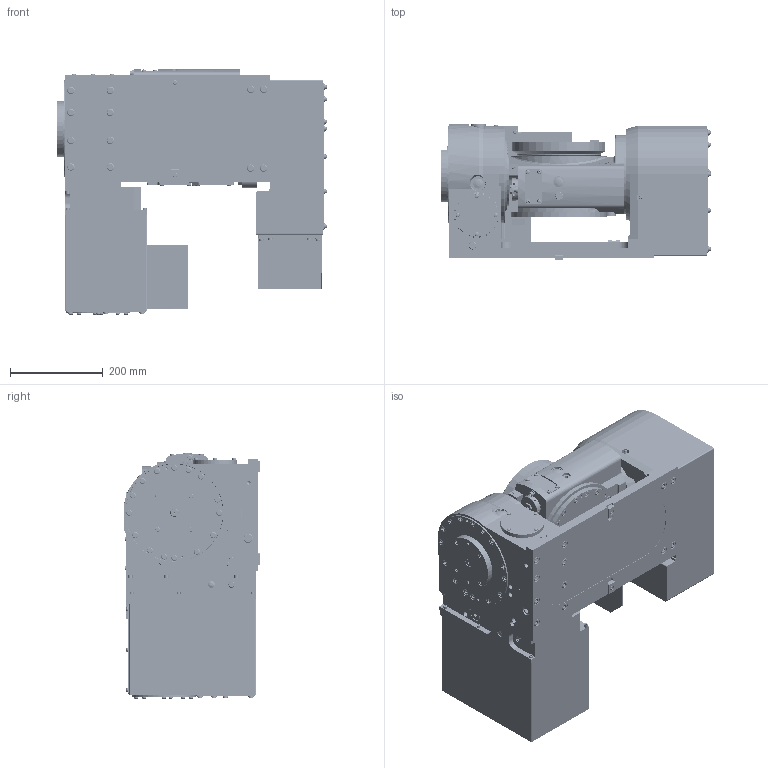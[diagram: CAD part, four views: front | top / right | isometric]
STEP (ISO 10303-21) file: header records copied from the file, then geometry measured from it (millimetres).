
FILE_DESCRIPTION(/* description */ ('Unknown'),/* implementation_level */ '2;1');
FILE_NAME(/* name */ 'TT200BY-61',/* time_stamp */ '2018-04-19T16:58:04+01:00',/* author */ ('Unknown'),/* organization */ ('Unknown'),/* preprocessor_version */ 'ST-DEVELOPER v16.7',/* originating_system */ 'DEX',/* authorisation */ $);
FILE_SCHEMA (('AUTOMOTIVE_DESIGN {1 0 10303 214 3 1 1}'));
Products named in the file (2): TT200BY-61 OUTSIDEü@VIEW(61E114744)2; TT200BY-61 OUTSIDEü@VIEW(61E114744)_0
Assembly tree (1 placements, depth 2):
  TT200BY-61 OUTSIDEü@VIEW(61E114744)2
    TT200BY-61 OUTSIDEü@VIEW(61E114744)_0
Bounding box: 579.8 x 294 x 528.7 mm (x, y, z)
Volume: 43556300.8 mm3; surface area: 3002153.2 mm2
Topology: 227 solids, 229 shells, 4595 faces, 9392 edges, 5985 vertices
Faces by surface type: plane 2581, cylinder 1393, cone 463, torus 129, sphere 20, bspline 9
Full cylindrical faces by diameter (mm): 4.2 x38, 5 x129, 5.3 x3, 5.5 x12, 5.8 x1, 6 x140, 6.1 x4, 6.15 x2, 6.2 x2, 6.276 x1, 6.5 x1, 6.6 x40, 6.8 x18, 7 x16, 7.9 x1, 8 x84, 8.5 x36, 9 x96, 9.728 x4, 10 x112, 10.7 x2, 11 x78, 11.4 x4, 12 x52, 12.4 x1, 12.5 x31, 13 x37, 14 x39, 14.3 x1, 14.5 x5
Entity records: 121145 total; most frequent: DIRECTION 19694, CARTESIAN_POINT 18742, ORIENTED_EDGE 14572, AXIS2_PLACEMENT_3D 7949, FACE_BOUND 7647, EDGE_LOOP 7461, EDGE_CURVE 7286, VERTEX_POINT 5819
